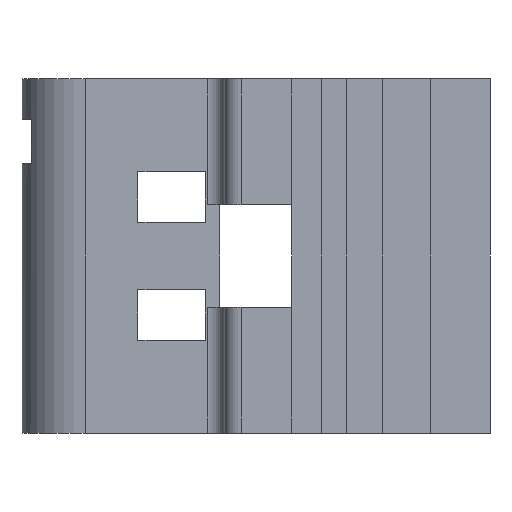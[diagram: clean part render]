
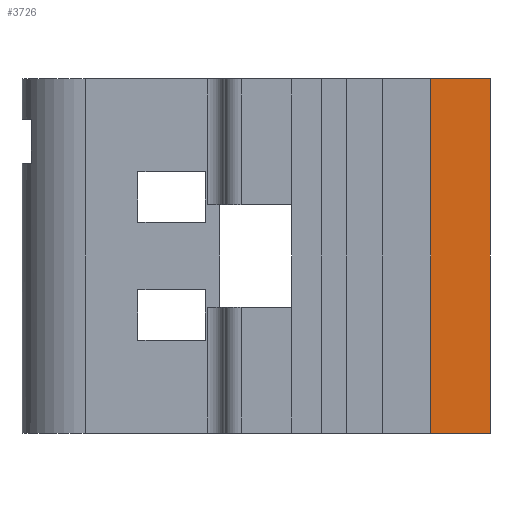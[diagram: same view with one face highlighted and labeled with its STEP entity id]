
A CAD part, front view. The second image highlights one B-rep face of the part: STEP entity #3726.
In plain terms, the highlighted planar face has unit normal (0, -1, 0).
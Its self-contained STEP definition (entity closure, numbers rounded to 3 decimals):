
#421 = PLANE('',#422);
#422 = AXIS2_PLACEMENT_3D('',#423,#424,#425);
#423 = CARTESIAN_POINT('',(5.426,21.508,0.));
#424 = DIRECTION('',(0.,0.,-1.));
#425 = DIRECTION('',(-1.,0.,0.));
#554 = PLANE('',#555);
#555 = AXIS2_PLACEMENT_3D('',#556,#557,#558);
#556 = CARTESIAN_POINT('',(5.426,21.508,42.));
#557 = DIRECTION('',(0.,0.,1.));
#558 = DIRECTION('',(1.,0.,0.));
#1272 = VERTEX_POINT('',#1273);
#1273 = CARTESIAN_POINT('',(31.5,23.5,0.));
#1289 = PLANE('',#1290);
#1290 = AXIS2_PLACEMENT_3D('',#1291,#1292,#1293);
#1291 = CARTESIAN_POINT('',(31.5,23.5,0.));
#1292 = DIRECTION('',(1.,0.,0.));
#1293 = DIRECTION('',(0.,-1.,0.));
#1749 = VERTEX_POINT('',#1750);
#1750 = CARTESIAN_POINT('',(24.5,23.5,0.));
#1764 = PLANE('',#1765);
#1765 = AXIS2_PLACEMENT_3D('',#1766,#1767,#1768);
#1766 = CARTESIAN_POINT('',(24.5,20.5,0.));
#1767 = DIRECTION('',(1.,0.,0.));
#1768 = DIRECTION('',(0.,-1.,0.));
#1776 = EDGE_CURVE('',#1272,#1749,#1777,.T.);
#1777 = SURFACE_CURVE('',#1778,(#1782,#1789),.PCURVE_S1.);
#1778 = LINE('',#1779,#1780);
#1779 = CARTESIAN_POINT('',(31.5,23.5,0.));
#1780 = VECTOR('',#1781,1.);
#1781 = DIRECTION('',(-1.,-0.,-0.));
#1782 = PCURVE('',#421,#1783);
#1783 = DEFINITIONAL_REPRESENTATION('',(#1784),#1788);
#1784 = LINE('',#1785,#1786);
#1785 = CARTESIAN_POINT('',(-26.074,1.992));
#1786 = VECTOR('',#1787,1.);
#1787 = DIRECTION('',(1.,-0.));
#1788 = ( GEOMETRIC_REPRESENTATION_CONTEXT(2) 
PARAMETRIC_REPRESENTATION_CONTEXT() REPRESENTATION_CONTEXT('2D SPACE',''
  ) );
#1789 = PCURVE('',#1790,#1795);
#1790 = PLANE('',#1791);
#1791 = AXIS2_PLACEMENT_3D('',#1792,#1793,#1794);
#1792 = CARTESIAN_POINT('',(31.5,23.5,0.));
#1793 = DIRECTION('',(0.,1.,0.));
#1794 = DIRECTION('',(1.,0.,0.));
#1795 = DEFINITIONAL_REPRESENTATION('',(#1796),#1800);
#1796 = LINE('',#1797,#1798);
#1797 = CARTESIAN_POINT('',(-0.,-0.));
#1798 = VECTOR('',#1799,1.);
#1799 = DIRECTION('',(-1.,0.));
#1800 = ( GEOMETRIC_REPRESENTATION_CONTEXT(2) 
PARAMETRIC_REPRESENTATION_CONTEXT() REPRESENTATION_CONTEXT('2D SPACE',''
  ) );
#2140 = VERTEX_POINT('',#2141);
#2141 = CARTESIAN_POINT('',(31.5,23.5,42.));
#2162 = EDGE_CURVE('',#2140,#2163,#2165,.T.);
#2163 = VERTEX_POINT('',#2164);
#2164 = CARTESIAN_POINT('',(24.5,23.5,42.));
#2165 = SURFACE_CURVE('',#2166,(#2170,#2177),.PCURVE_S1.);
#2166 = LINE('',#2167,#2168);
#2167 = CARTESIAN_POINT('',(31.5,23.5,42.));
#2168 = VECTOR('',#2169,1.);
#2169 = DIRECTION('',(-1.,-0.,-0.));
#2170 = PCURVE('',#554,#2171);
#2171 = DEFINITIONAL_REPRESENTATION('',(#2172),#2176);
#2172 = LINE('',#2173,#2174);
#2173 = CARTESIAN_POINT('',(26.074,1.992));
#2174 = VECTOR('',#2175,1.);
#2175 = DIRECTION('',(-1.,0.));
#2176 = ( GEOMETRIC_REPRESENTATION_CONTEXT(2) 
PARAMETRIC_REPRESENTATION_CONTEXT() REPRESENTATION_CONTEXT('2D SPACE',''
  ) );
#2177 = PCURVE('',#1790,#2178);
#2178 = DEFINITIONAL_REPRESENTATION('',(#2179),#2183);
#2179 = LINE('',#2180,#2181);
#2180 = CARTESIAN_POINT('',(-0.,-42.));
#2181 = VECTOR('',#2182,1.);
#2182 = DIRECTION('',(-1.,0.));
#2183 = ( GEOMETRIC_REPRESENTATION_CONTEXT(2) 
PARAMETRIC_REPRESENTATION_CONTEXT() REPRESENTATION_CONTEXT('2D SPACE',''
  ) );
#3677 = EDGE_CURVE('',#1272,#2140,#3678,.T.);
#3678 = SURFACE_CURVE('',#3679,(#3683,#3690),.PCURVE_S1.);
#3679 = LINE('',#3680,#3681);
#3680 = CARTESIAN_POINT('',(31.5,23.5,0.));
#3681 = VECTOR('',#3682,1.);
#3682 = DIRECTION('',(0.,0.,1.));
#3683 = PCURVE('',#1289,#3684);
#3684 = DEFINITIONAL_REPRESENTATION('',(#3685),#3689);
#3685 = LINE('',#3686,#3687);
#3686 = CARTESIAN_POINT('',(-0.,-0.));
#3687 = VECTOR('',#3688,1.);
#3688 = DIRECTION('',(-0.,-1.));
#3689 = ( GEOMETRIC_REPRESENTATION_CONTEXT(2) 
PARAMETRIC_REPRESENTATION_CONTEXT() REPRESENTATION_CONTEXT('2D SPACE',''
  ) );
#3690 = PCURVE('',#1790,#3691);
#3691 = DEFINITIONAL_REPRESENTATION('',(#3692),#3696);
#3692 = LINE('',#3693,#3694);
#3693 = CARTESIAN_POINT('',(-0.,-0.));
#3694 = VECTOR('',#3695,1.);
#3695 = DIRECTION('',(-0.,-1.));
#3696 = ( GEOMETRIC_REPRESENTATION_CONTEXT(2) 
PARAMETRIC_REPRESENTATION_CONTEXT() REPRESENTATION_CONTEXT('2D SPACE',''
  ) );
#3726 = ADVANCED_FACE('',(#3727),#1790,.F.);
#3727 = FACE_BOUND('',#3728,.T.);
#3728 = EDGE_LOOP('',(#3729,#3730,#3731,#3752));
#3729 = ORIENTED_EDGE('',*,*,#3677,.T.);
#3730 = ORIENTED_EDGE('',*,*,#2162,.T.);
#3731 = ORIENTED_EDGE('',*,*,#3732,.F.);
#3732 = EDGE_CURVE('',#1749,#2163,#3733,.T.);
#3733 = SURFACE_CURVE('',#3734,(#3738,#3745),.PCURVE_S1.);
#3734 = LINE('',#3735,#3736);
#3735 = CARTESIAN_POINT('',(24.5,23.5,0.));
#3736 = VECTOR('',#3737,1.);
#3737 = DIRECTION('',(0.,0.,1.));
#3738 = PCURVE('',#1790,#3739);
#3739 = DEFINITIONAL_REPRESENTATION('',(#3740),#3744);
#3740 = LINE('',#3741,#3742);
#3741 = CARTESIAN_POINT('',(-7.,0.));
#3742 = VECTOR('',#3743,1.);
#3743 = DIRECTION('',(-0.,-1.));
#3744 = ( GEOMETRIC_REPRESENTATION_CONTEXT(2) 
PARAMETRIC_REPRESENTATION_CONTEXT() REPRESENTATION_CONTEXT('2D SPACE',''
  ) );
#3745 = PCURVE('',#1764,#3746);
#3746 = DEFINITIONAL_REPRESENTATION('',(#3747),#3751);
#3747 = LINE('',#3748,#3749);
#3748 = CARTESIAN_POINT('',(-3.,-0.));
#3749 = VECTOR('',#3750,1.);
#3750 = DIRECTION('',(-0.,-1.));
#3751 = ( GEOMETRIC_REPRESENTATION_CONTEXT(2) 
PARAMETRIC_REPRESENTATION_CONTEXT() REPRESENTATION_CONTEXT('2D SPACE',''
  ) );
#3752 = ORIENTED_EDGE('',*,*,#1776,.F.);
